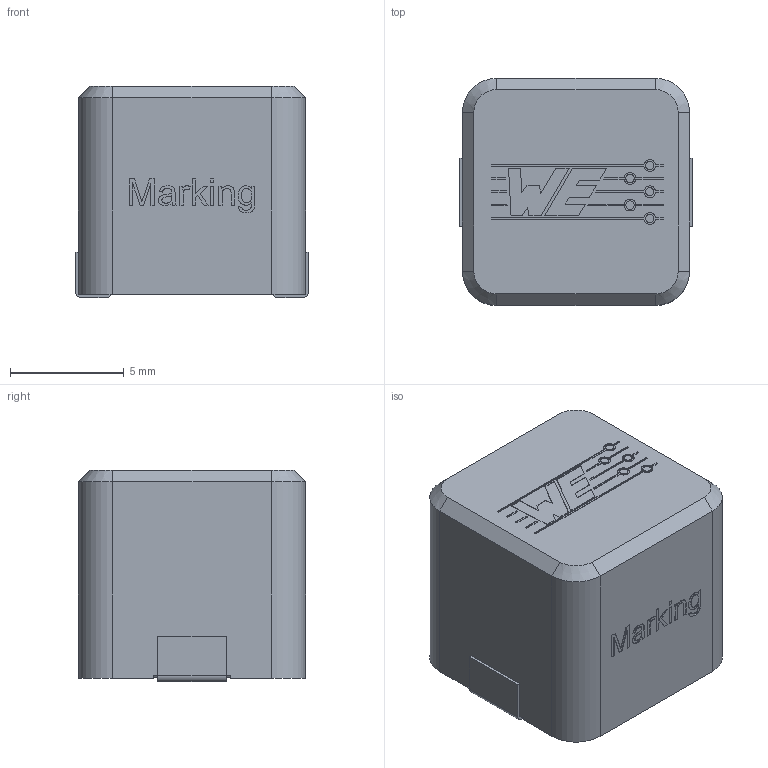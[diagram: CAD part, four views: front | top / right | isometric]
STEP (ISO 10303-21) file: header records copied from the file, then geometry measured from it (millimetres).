
FILE_DESCRIPTION(/* description */ ('Unknown'),/* implementation_level */ '2;1');
FILE_NAME(/* name */ 'L_Wurth_WE-HCC-1090',/* time_stamp */ '2023-02-01T16:53:20+08:00',/* author */ ('Unknown'),/* organization */ ('Unknown'),/* preprocessor_version */ 'ST-DEVELOPER v16.7',/* originating_system */ 'Solid Edge',/* authorisation */ 'Unknown');
FILE_SCHEMA (('AUTOMOTIVE_DESIGN {1 0 10303 214 3 1 1}'));
Length unit declared in the file: millimetre
Products named in the file (1): L_Wurth_WE-HCC-1090
Bounding box: 10.25 x 10 x 9.3 mm (x, y, z)
Volume: 717.9 mm3; surface area: 1195.7 mm2
Topology: 1 solids, 1 shells, 255 faces, 677 edges, 445 vertices
Faces by surface type: plane 189, cylinder 47, bspline 15, cone 4
Full cylindrical faces by diameter (mm): 0.369 x5, 0.48 x2, 6 x1
Entity records: 11093 total; most frequent: CARTESIAN_POINT 2986, ORIENTED_EDGE 1332, DIRECTION 1218, EDGE_CURVE 666, LINE 524, VECTOR 524, VERTEX_POINT 444, AXIS2_PLACEMENT_3D 347
